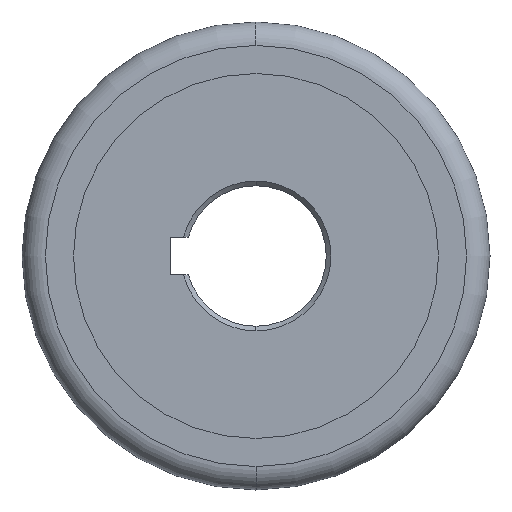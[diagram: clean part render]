
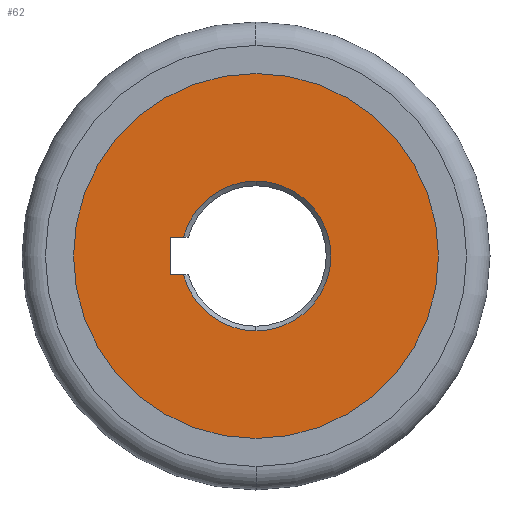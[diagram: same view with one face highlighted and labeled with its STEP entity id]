
A CAD part, left-side view. The second image highlights one B-rep face of the part: STEP entity #62.
In plain terms, the highlighted planar face has unit normal (-1, 0, 0).
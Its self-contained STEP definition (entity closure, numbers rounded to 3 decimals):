
#21 = CARTESIAN_POINT ( 'NONE',  ( -20., 0., -16. ) ) ;
#27 = CIRCLE ( 'NONE', #625, 39. ) ;
#62 = ADVANCED_FACE ( 'NONE', ( #1047, #623 ), #964, .F. ) ;
#77 = EDGE_LOOP ( 'NONE', ( #565, #170 ) ) ;
#92 = DIRECTION ( 'NONE',  ( -1., 0., 0. ) ) ;
#95 = VERTEX_POINT ( 'NONE', #139 ) ;
#98 = ORIENTED_EDGE ( 'NONE', *, *, #432, .F. ) ;
#139 = CARTESIAN_POINT ( 'NONE',  ( -20., 18.3, -4. ) ) ;
#145 = AXIS2_PLACEMENT_3D ( 'NONE', #966, #224, #731 ) ;
#170 = ORIENTED_EDGE ( 'NONE', *, *, #350, .T. ) ;
#180 = CARTESIAN_POINT ( 'NONE',  ( -20., 0., 0. ) ) ;
#181 = AXIS2_PLACEMENT_3D ( 'NONE', #180, #769, #269 ) ;
#188 = ORIENTED_EDGE ( 'NONE', *, *, #261, .F. ) ;
#190 = EDGE_CURVE ( 'NONE', #249, #915, #779, .T. ) ;
#191 = CARTESIAN_POINT ( 'NONE',  ( -20., 0., 0. ) ) ;
#199 = DIRECTION ( 'NONE',  ( 0., -1., 0. ) ) ;
#220 = AXIS2_PLACEMENT_3D ( 'NONE', #735, #1077, #499 ) ;
#224 = DIRECTION ( 'NONE',  ( -1., 0., 0. ) ) ;
#235 = VERTEX_POINT ( 'NONE', #894 ) ;
#249 = VERTEX_POINT ( 'NONE', #638 ) ;
#261 = EDGE_CURVE ( 'NONE', #923, #775, #609, .T. ) ;
#269 = DIRECTION ( 'NONE',  ( 0., 0., 1. ) ) ;
#301 = CARTESIAN_POINT ( 'NONE',  ( -20., 0., 16. ) ) ;
#321 = VECTOR ( 'NONE', #199, 1000. ) ;
#334 = CARTESIAN_POINT ( 'NONE',  ( -20., 0., 0. ) ) ;
#337 = CARTESIAN_POINT ( 'NONE',  ( -20., 0., 39. ) ) ;
#350 = EDGE_CURVE ( 'NONE', #926, #1020, #865, .T. ) ;
#353 = DIRECTION ( 'NONE',  ( 0., 1., 0. ) ) ;
#357 = LINE ( 'NONE', #782, #948 ) ;
#360 = CARTESIAN_POINT ( 'NONE',  ( -20., 39., 4. ) ) ;
#394 = DIRECTION ( 'NONE',  ( 1., 0., 0. ) ) ;
#409 = DIRECTION ( 'NONE',  ( 0., 0., 1. ) ) ;
#432 = EDGE_CURVE ( 'NONE', #775, #915, #699, .T. ) ;
#460 = EDGE_CURVE ( 'NONE', #1020, #926, #27, .T. ) ;
#467 = VECTOR ( 'NONE', #353, 1000. ) ;
#471 = CARTESIAN_POINT ( 'NONE',  ( -20., 39., 0. ) ) ;
#499 = DIRECTION ( 'NONE',  ( 0., 0., 1. ) ) ;
#503 = ORIENTED_EDGE ( 'NONE', *, *, #190, .T. ) ;
#509 = AXIS2_PLACEMENT_3D ( 'NONE', #471, #394, #1041 ) ;
#565 = ORIENTED_EDGE ( 'NONE', *, *, #460, .T. ) ;
#583 = ORIENTED_EDGE ( 'NONE', *, *, #977, .F. ) ;
#609 = CIRCLE ( 'NONE', #145, 16. ) ;
#623 = FACE_OUTER_BOUND ( 'NONE', #77, .T. ) ;
#625 = AXIS2_PLACEMENT_3D ( 'NONE', #191, #684, #1023 ) ;
#638 = CARTESIAN_POINT ( 'NONE',  ( -20., 18.3, 4. ) ) ;
#663 = AXIS2_PLACEMENT_3D ( 'NONE', #334, #92, #409 ) ;
#684 = DIRECTION ( 'NONE',  ( -1., 0., 0. ) ) ;
#699 = CIRCLE ( 'NONE', #220, 16. ) ;
#731 = DIRECTION ( 'NONE',  ( 0., 0., 1. ) ) ;
#735 = CARTESIAN_POINT ( 'NONE',  ( -20., 0., 0. ) ) ;
#762 = CARTESIAN_POINT ( 'NONE',  ( -20., 0., -39. ) ) ;
#769 = DIRECTION ( 'NONE',  ( -1., 0., 0. ) ) ;
#775 = VERTEX_POINT ( 'NONE', #301 ) ;
#777 = DIRECTION ( 'NONE',  ( 0., 0., 1. ) ) ;
#779 = LINE ( 'NONE', #360, #321 ) ;
#782 = CARTESIAN_POINT ( 'NONE',  ( -20., 18.3, 0. ) ) ;
#837 = EDGE_LOOP ( 'NONE', ( #583, #944, #912, #503, #98, #188 ) ) ;
#852 = CARTESIAN_POINT ( 'NONE',  ( -20., 39., -4. ) ) ;
#861 = LINE ( 'NONE', #852, #467 ) ;
#865 = CIRCLE ( 'NONE', #663, 39. ) ;
#894 = CARTESIAN_POINT ( 'NONE',  ( -20., 15.492, -4. ) ) ;
#912 = ORIENTED_EDGE ( 'NONE', *, *, #1069, .T. ) ;
#915 = VERTEX_POINT ( 'NONE', #987 ) ;
#923 = VERTEX_POINT ( 'NONE', #21 ) ;
#926 = VERTEX_POINT ( 'NONE', #337 ) ;
#944 = ORIENTED_EDGE ( 'NONE', *, *, #1079, .T. ) ;
#948 = VECTOR ( 'NONE', #777, 1000. ) ;
#964 = PLANE ( 'NONE',  #509 ) ;
#966 = CARTESIAN_POINT ( 'NONE',  ( -20., 0., 0. ) ) ;
#968 = CIRCLE ( 'NONE', #181, 16. ) ;
#977 = EDGE_CURVE ( 'NONE', #235, #923, #968, .T. ) ;
#987 = CARTESIAN_POINT ( 'NONE',  ( -20., 15.492, 4. ) ) ;
#1020 = VERTEX_POINT ( 'NONE', #762 ) ;
#1023 = DIRECTION ( 'NONE',  ( 0., 0., 1. ) ) ;
#1041 = DIRECTION ( 'NONE',  ( 0., 0., -1. ) ) ;
#1047 = FACE_BOUND ( 'NONE', #837, .T. ) ;
#1069 = EDGE_CURVE ( 'NONE', #95, #249, #357, .T. ) ;
#1077 = DIRECTION ( 'NONE',  ( -1., 0., 0. ) ) ;
#1079 = EDGE_CURVE ( 'NONE', #235, #95, #861, .T. ) ;
